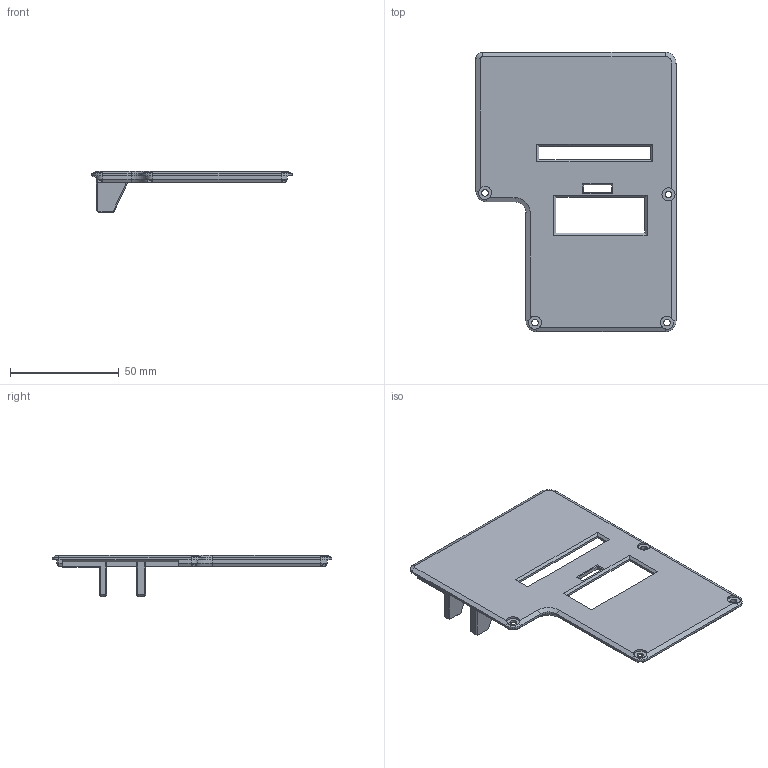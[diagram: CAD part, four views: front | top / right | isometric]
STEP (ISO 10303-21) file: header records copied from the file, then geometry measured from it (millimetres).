
FILE_DESCRIPTION(/* description */ (''),/* implementation_level */ '2;1');
FILE_NAME(/* name */ 'CaseLid.step',/* time_stamp */ '2019-09-08T15:57:09+02:00',/* author */ (''),/* organization */ (''),/* preprocessor_version */ 'ST-DEVELOPER v18',/* originating_system */ 'Autodesk Translation Framework v8.6.0.1094',/* authorisation */ '');
FILE_SCHEMA (('AUTOMOTIVE_DESIGN { 1 0 10303 214 3 1 1 }'));
Length unit declared in the file: millimetre
Products named in the file (1): Case
Bounding box: 92.23 x 128.8 x 18.98 mm (x, y, z)
Volume: 22057.4 mm3; surface area: 22897.6 mm2
Topology: 1 solids, 1 shells, 144 faces, 392 edges, 246 vertices
Faces by surface type: plane 110, cylinder 22, cone 12
Full cylindrical faces by diameter (mm): 3 x4, 6 x4
Entity records: 4630 total; most frequent: CARTESIAN_POINT 906, ORIENTED_EDGE 784, DIRECTION 754, EDGE_CURVE 392, LINE 300, VECTOR 300, VERTEX_POINT 246, AXIS2_PLACEMENT_3D 227
